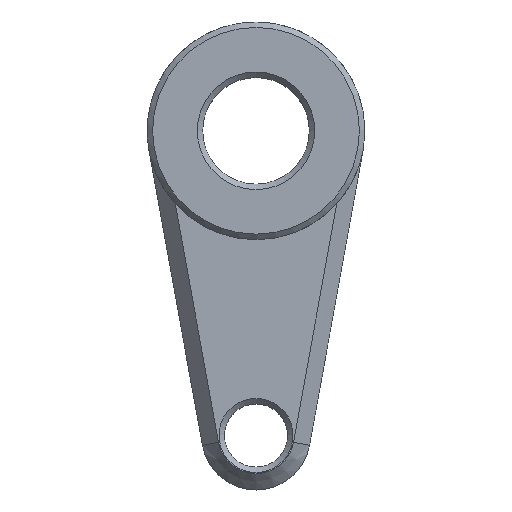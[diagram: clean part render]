
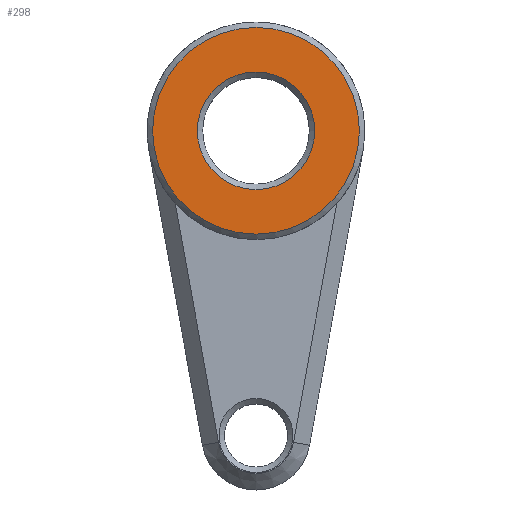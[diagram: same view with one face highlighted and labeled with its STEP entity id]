
A CAD part, top view. The second image highlights one B-rep face of the part: STEP entity #298.
In plain terms, the highlighted planar face has unit normal (0, 0, 1).
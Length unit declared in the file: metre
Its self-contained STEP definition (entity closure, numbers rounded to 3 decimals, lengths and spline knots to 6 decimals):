
#23=PLANE('',#347);
#96=ORIENTED_EDGE('',*,*,#166,.T.);
#97=ORIENTED_EDGE('',*,*,#167,.T.);
#166=EDGE_CURVE('',#199,#199,#217,.F.);
#167=EDGE_CURVE('',#200,#200,#218,.T.);
#199=VERTEX_POINT('',#521);
#200=VERTEX_POINT('',#523);
#217=CIRCLE('',#348,0.00475);
#218=CIRCLE('',#349,0.0027);
#233=EDGE_LOOP('',(#96));
#234=EDGE_LOOP('',(#97));
#266=FACE_BOUND('',#233,.T.);
#267=FACE_BOUND('',#234,.T.);
#298=ADVANCED_FACE('',(#266,#267),#23,.F.);
#347=AXIS2_PLACEMENT_3D('',#519,#421,#422);
#348=AXIS2_PLACEMENT_3D('',#520,#423,#424);
#349=AXIS2_PLACEMENT_3D('',#522,#425,#426);
#421=DIRECTION('',(0.,0.,-1.));
#422=DIRECTION('',(1.,0.,0.));
#423=DIRECTION('',(0.,0.,-1.));
#424=DIRECTION('',(0.,1.,0.));
#425=DIRECTION('',(0.,0.,-1.));
#426=DIRECTION('',(0.,1.,0.));
#519=CARTESIAN_POINT('',(0.,-0.00575,0.00345));
#520=CARTESIAN_POINT('',(0.,0.,0.00345));
#521=CARTESIAN_POINT('',(0.,0.00475,0.00345));
#522=CARTESIAN_POINT('',(0.,0.,0.00345));
#523=CARTESIAN_POINT('',(0.,0.0027,0.00345));
